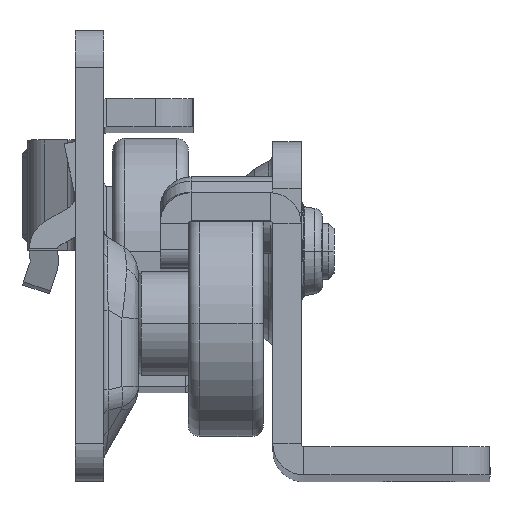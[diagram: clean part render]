
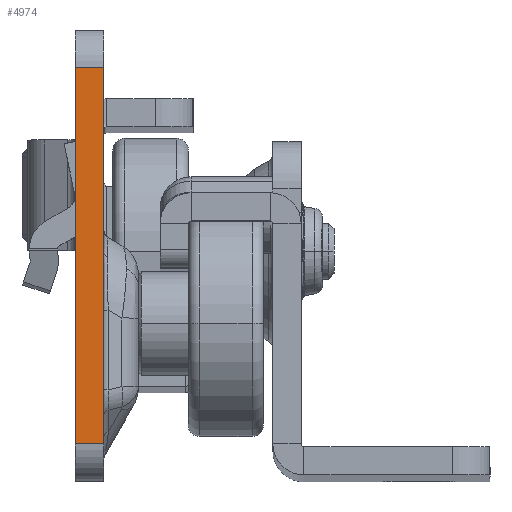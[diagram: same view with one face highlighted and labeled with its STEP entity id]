
A CAD part, top view. The second image highlights one B-rep face of the part: STEP entity #4974.
In plain terms, the highlighted planar face has unit normal (0, 0, 1).
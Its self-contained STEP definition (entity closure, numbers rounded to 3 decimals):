
#1448 = EDGE_CURVE ( 'NONE', #3947, #28028, #18208, .T. ) ;
#3947 = VERTEX_POINT ( 'NONE', #12956 ) ;
#4621 = EDGE_CURVE ( 'NONE', #28028, #15463, #16133, .T. ) ;
#4974 = ADVANCED_FACE ( 'NONE', ( #27191 ), #24632, .T. ) ;
#5209 = DIRECTION ( 'NONE',  ( 0., 0., 1. ) ) ;
#5344 = DIRECTION ( 'NONE',  ( 1., 0., 0. ) ) ;
#8591 = AXIS2_PLACEMENT_3D ( 'NONE', #14116, #5209, #5344 ) ;
#9111 = CARTESIAN_POINT ( 'NONE',  ( 0., -29.094, 0. ) ) ;
#9161 = CARTESIAN_POINT ( 'NONE',  ( 0., -21.7, 0. ) ) ;
#9901 = ORIENTED_EDGE ( 'NONE', *, *, #10303, .F. ) ;
#10303 = EDGE_CURVE ( 'NONE', #3947, #15884, #21038, .T. ) ;
#11713 = CARTESIAN_POINT ( 'NONE',  ( -122.719, -21.7, 0. ) ) ;
#11959 = CARTESIAN_POINT ( 'NONE',  ( -3., -29.094, 0. ) ) ;
#12956 = CARTESIAN_POINT ( 'NONE',  ( -3., 18.3, 0. ) ) ;
#12995 = ORIENTED_EDGE ( 'NONE', *, *, #1448, .T. ) ;
#13503 = ORIENTED_EDGE ( 'NONE', *, *, #4621, .T. ) ;
#13505 = LINE ( 'NONE', #9111, #17825 ) ;
#14062 = VECTOR ( 'NONE', #16766, 1000. ) ;
#14116 = CARTESIAN_POINT ( 'NONE',  ( -3., -29.094, 0. ) ) ;
#14342 = EDGE_CURVE ( 'NONE', #15884, #15463, #13505, .T. ) ;
#14934 = EDGE_LOOP ( 'NONE', ( #25859, #9901, #12995, #13503 ) ) ;
#15383 = CARTESIAN_POINT ( 'NONE',  ( 0., 18.3, 0. ) ) ;
#15463 = VERTEX_POINT ( 'NONE', #9161 ) ;
#15884 = VERTEX_POINT ( 'NONE', #15383 ) ;
#16133 = LINE ( 'NONE', #11713, #22608 ) ;
#16766 = DIRECTION ( 'NONE',  ( 1., 0., 0. ) ) ;
#17825 = VECTOR ( 'NONE', #22173, 1000. ) ;
#18208 = LINE ( 'NONE', #11959, #20129 ) ;
#18267 = DIRECTION ( 'NONE',  ( 1., 0., 0. ) ) ;
#18618 = DIRECTION ( 'NONE',  ( 0., -1., 0. ) ) ;
#20129 = VECTOR ( 'NONE', #18618, 1000. ) ;
#21038 = LINE ( 'NONE', #23438, #14062 ) ;
#22173 = DIRECTION ( 'NONE',  ( 0., -1., 0. ) ) ;
#22608 = VECTOR ( 'NONE', #18267, 1000. ) ;
#23438 = CARTESIAN_POINT ( 'NONE',  ( -3., 18.3, 0. ) ) ;
#23853 = CARTESIAN_POINT ( 'NONE',  ( -3., -21.7, 0. ) ) ;
#24632 = PLANE ( 'NONE',  #8591 ) ;
#25859 = ORIENTED_EDGE ( 'NONE', *, *, #14342, .F. ) ;
#27191 = FACE_OUTER_BOUND ( 'NONE', #14934, .T. ) ;
#28028 = VERTEX_POINT ( 'NONE', #23853 ) ;
